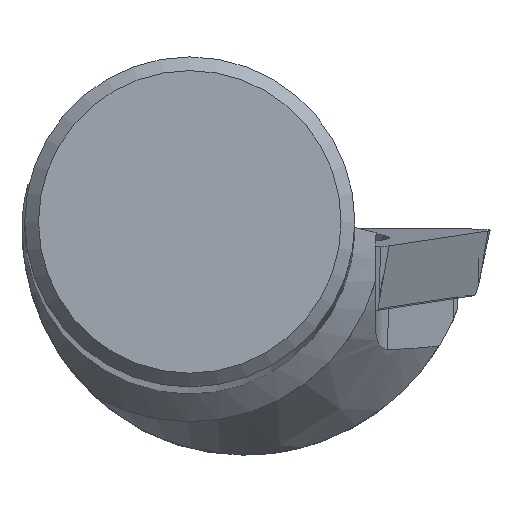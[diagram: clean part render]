
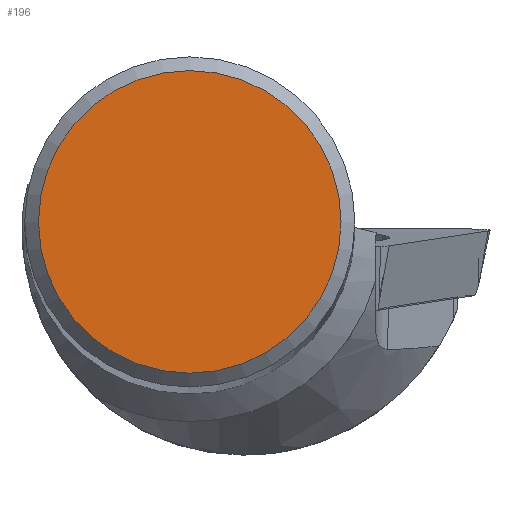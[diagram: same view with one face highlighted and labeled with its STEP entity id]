
A CAD part, top view. The second image highlights one B-rep face of the part: STEP entity #196.
In plain terms, the highlighted planar face has unit normal (0, 0, 1).
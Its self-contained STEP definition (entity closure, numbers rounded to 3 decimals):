
#152=FACE_OUTER_BOUND('',#415,.T.);
#196=ADVANCED_FACE('',(#152),#227,.T.);
#227=PLANE('',#1026);
#415=EDGE_LOOP('',(#578));
#578=ORIENTED_EDGE('',*,*,#841,.F.);
#739=VERTEX_POINT('',#1673);
#841=EDGE_CURVE('',#739,#739,#883,.T.);
#883=CIRCLE('',#1025,5.493);
#1025=AXIS2_PLACEMENT_3D('',#1672,#1216,#1217);
#1026=AXIS2_PLACEMENT_3D('',#1674,#1218,#1219);
#1216=DIRECTION('',(0.,0.,-1.));
#1217=DIRECTION('',(-1.,0.,0.));
#1218=DIRECTION('',(0.,0.,1.));
#1219=DIRECTION('',(-1.,0.,0.));
#1672=CARTESIAN_POINT('',(0.,0.,0.));
#1673=CARTESIAN_POINT('',(-5.493,0.,0.));
#1674=CARTESIAN_POINT('',(0.,0.,0.));
